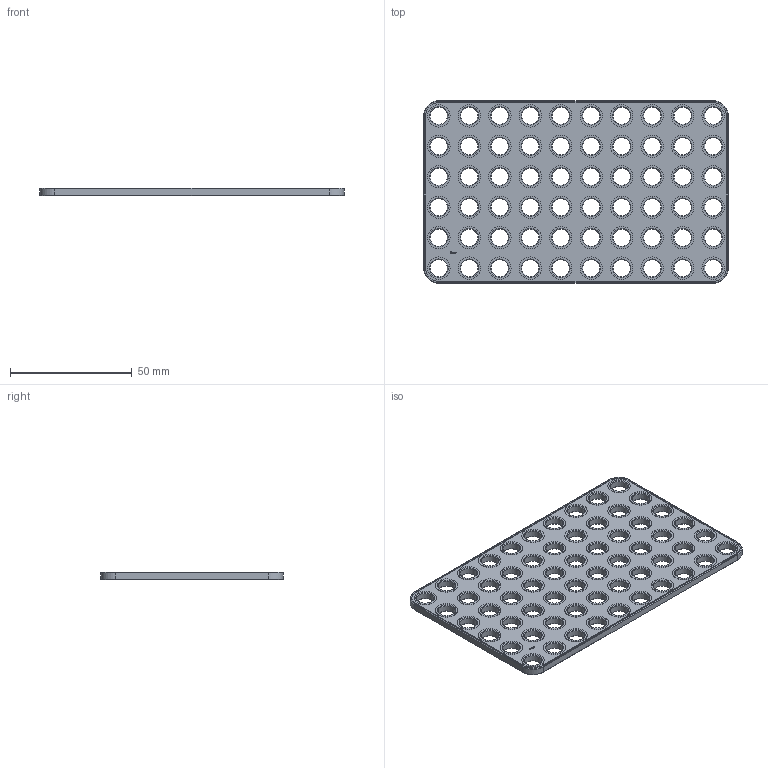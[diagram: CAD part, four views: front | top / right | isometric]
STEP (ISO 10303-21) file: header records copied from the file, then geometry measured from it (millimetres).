
FILE_DESCRIPTION(('FreeCAD Model'),'2;1');
FILE_NAME('Open CASCADE Shape Model','2024-10-08T18:14:14',(''),(''), 'Open CASCADE STEP processor 7.7','FreeCAD','Unknown');
FILE_SCHEMA(('AUTOMOTIVE_DESIGN { 1 0 10303 214 1 1 1 1 }'));
Length unit declared in the file: millimetre
Products named in the file (1): Plate RCT CRNR BU10x06x00.25 - SPN-PLT-0117 (stemfie.org)
Bounding box: 125 x 75 x 3.12 mm (x, y, z)
Volume: 20810.4 mm3; surface area: 19242.5 mm2
Topology: 1 solids, 1 shells, 744 faces, 1817 edges, 1166 vertices
Faces by surface type: plane 394, cylinder 128, cone 128, extrusion 94
Full cylindrical faces by diameter (mm): 7 x60, 9.2 x60
Entity records: 22224 total; most frequent: CARTESIAN_POINT 4489, ORIENTED_EDGE 3634, DIRECTION 3409, EDGE_CURVE 1817, VECTOR 1339, LINE 1245, VERTEX_POINT 1166, AXIS2_PLACEMENT_3D 1035
